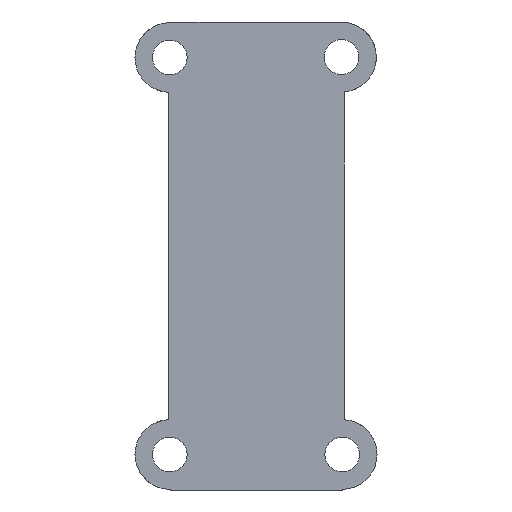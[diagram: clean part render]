
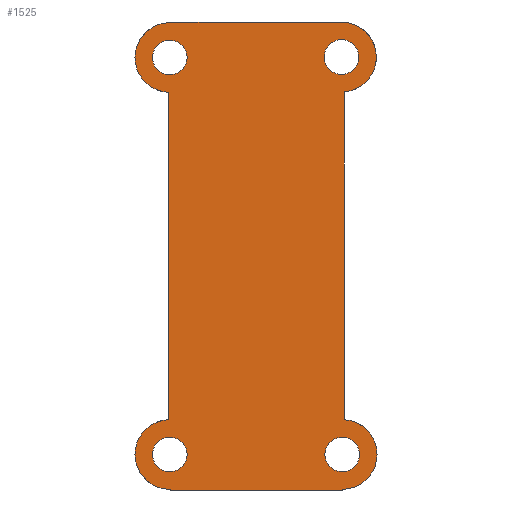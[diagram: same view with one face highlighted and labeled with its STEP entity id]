
A CAD part, front view. The second image highlights one B-rep face of the part: STEP entity #1525.
In plain terms, the highlighted planar face has unit normal (0, -1, 0).
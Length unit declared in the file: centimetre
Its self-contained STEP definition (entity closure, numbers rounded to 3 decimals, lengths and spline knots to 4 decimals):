
#53=FACE_BOUND('',#367,.T.);
#54=FACE_BOUND('',#368,.T.);
#55=FACE_BOUND('',#369,.T.);
#56=FACE_BOUND('',#370,.T.);
#64=PLANE('',#1669);
#109=LINE('',#2735,#195);
#110=LINE('',#2739,#196);
#111=LINE('',#2741,#197);
#112=LINE('',#2745,#198);
#195=VECTOR('',#1962,1.);
#196=VECTOR('',#1965,1.);
#197=VECTOR('',#1968,1.);
#198=VECTOR('',#1971,1.);
#270=FACE_OUTER_BOUND('',#366,.T.);
#366=EDGE_LOOP('',(#1112,#1113,#1114,#1115,#1116,#1117,#1118,#1119,#1120,
#1121,#1122,#1123));
#367=EDGE_LOOP('',(#1124));
#368=EDGE_LOOP('',(#1125));
#369=EDGE_LOOP('',(#1126));
#370=EDGE_LOOP('',(#1127));
#463=CIRCLE('',#1632,0.635);
#465=CIRCLE('',#1636,0.635);
#467=CIRCLE('',#1640,0.635);
#469=CIRCLE('',#1644,0.635);
#473=CIRCLE('',#1650,0.3175);
#477=CIRCLE('',#1656,0.3175);
#481=CIRCLE('',#1662,0.3175);
#485=CIRCLE('',#1668,0.3175);
#486=CIRCLE('',#1670,0.0381);
#487=CIRCLE('',#1671,0.0381);
#488=CIRCLE('',#1672,0.0381);
#489=CIRCLE('',#1673,0.0381);
#638=VERTEX_POINT('',#2474);
#639=VERTEX_POINT('',#2476);
#645=VERTEX_POINT('',#2547);
#646=VERTEX_POINT('',#2549);
#652=VERTEX_POINT('',#2625);
#653=VERTEX_POINT('',#2627);
#659=VERTEX_POINT('',#2682);
#660=VERTEX_POINT('',#2684);
#664=VERTEX_POINT('',#2701);
#667=VERTEX_POINT('',#2711);
#670=VERTEX_POINT('',#2721);
#673=VERTEX_POINT('',#2731);
#674=VERTEX_POINT('',#2736);
#675=VERTEX_POINT('',#2738);
#676=VERTEX_POINT('',#2742);
#677=VERTEX_POINT('',#2744);
#791=EDGE_CURVE('',#638,#639,#463,.T.);
#800=EDGE_CURVE('',#645,#646,#465,.T.);
#809=EDGE_CURVE('',#652,#653,#467,.T.);
#818=EDGE_CURVE('',#659,#660,#469,.T.);
#825=EDGE_CURVE('',#664,#664,#473,.T.);
#830=EDGE_CURVE('',#667,#667,#477,.T.);
#835=EDGE_CURVE('',#670,#670,#481,.T.);
#840=EDGE_CURVE('',#673,#673,#485,.T.);
#841=EDGE_CURVE('',#639,#659,#109,.F.);
#842=EDGE_CURVE('',#674,#638,#486,.T.);
#843=EDGE_CURVE('',#675,#674,#110,.T.);
#844=EDGE_CURVE('',#646,#675,#487,.T.);
#845=EDGE_CURVE('',#653,#645,#111,.F.);
#846=EDGE_CURVE('',#676,#652,#488,.T.);
#847=EDGE_CURVE('',#677,#676,#112,.T.);
#848=EDGE_CURVE('',#660,#677,#489,.T.);
#1112=ORIENTED_EDGE('',*,*,#818,.F.);
#1113=ORIENTED_EDGE('',*,*,#841,.F.);
#1114=ORIENTED_EDGE('',*,*,#791,.F.);
#1115=ORIENTED_EDGE('',*,*,#842,.F.);
#1116=ORIENTED_EDGE('',*,*,#843,.F.);
#1117=ORIENTED_EDGE('',*,*,#844,.F.);
#1118=ORIENTED_EDGE('',*,*,#800,.F.);
#1119=ORIENTED_EDGE('',*,*,#845,.F.);
#1120=ORIENTED_EDGE('',*,*,#809,.F.);
#1121=ORIENTED_EDGE('',*,*,#846,.F.);
#1122=ORIENTED_EDGE('',*,*,#847,.F.);
#1123=ORIENTED_EDGE('',*,*,#848,.F.);
#1124=ORIENTED_EDGE('',*,*,#825,.T.);
#1125=ORIENTED_EDGE('',*,*,#835,.T.);
#1126=ORIENTED_EDGE('',*,*,#830,.T.);
#1127=ORIENTED_EDGE('',*,*,#840,.T.);
#1525=ADVANCED_FACE('',(#270,#53,#54,#55,#56),#64,.F.);
#1632=AXIS2_PLACEMENT_3D('',#2477,#1875,#1876);
#1636=AXIS2_PLACEMENT_3D('',#2550,#1885,#1886);
#1640=AXIS2_PLACEMENT_3D('',#2628,#1895,#1896);
#1644=AXIS2_PLACEMENT_3D('',#2685,#1905,#1906);
#1650=AXIS2_PLACEMENT_3D('',#2703,#1919,#1920);
#1656=AXIS2_PLACEMENT_3D('',#2713,#1932,#1933);
#1662=AXIS2_PLACEMENT_3D('',#2723,#1945,#1946);
#1668=AXIS2_PLACEMENT_3D('',#2733,#1958,#1959);
#1669=AXIS2_PLACEMENT_3D('',#2734,#1960,#1961);
#1670=AXIS2_PLACEMENT_3D('',#2737,#1963,#1964);
#1671=AXIS2_PLACEMENT_3D('',#2740,#1966,#1967);
#1672=AXIS2_PLACEMENT_3D('',#2743,#1969,#1970);
#1673=AXIS2_PLACEMENT_3D('',#2746,#1972,#1973);
#1875=DIRECTION('center_axis',(0.,1.,0.));
#1876=DIRECTION('ref_axis',(0.,0.,
1.));
#1885=DIRECTION('center_axis',(0.,1.,0.));
#1886=DIRECTION('ref_axis',(0.,0.,
1.));
#1895=DIRECTION('center_axis',(0.,1.,0.));
#1896=DIRECTION('ref_axis',(0.,0.,
1.));
#1905=DIRECTION('center_axis',(0.,1.,0.));
#1906=DIRECTION('ref_axis',(0.,0.,
1.));
#1919=DIRECTION('center_axis',(0.,1.,0.));
#1920=DIRECTION('ref_axis',(0.,0.,
1.));
#1932=DIRECTION('center_axis',(0.,1.,0.));
#1933=DIRECTION('ref_axis',(0.,0.,
1.));
#1945=DIRECTION('center_axis',(0.,1.,0.));
#1946=DIRECTION('ref_axis',(0.,0.,
1.));
#1958=DIRECTION('center_axis',(0.,1.,0.));
#1959=DIRECTION('ref_axis',(0.,0.,
1.));
#1960=DIRECTION('center_axis',(0.,1.,0.));
#1961=DIRECTION('ref_axis',(0.,0.,
1.));
#1962=DIRECTION('',(0.,0.,-1.));
#1963=DIRECTION('center_axis',(0.,1.,0.));
#1964=DIRECTION('ref_axis',(-0.707,0.,-0.707));
#1965=DIRECTION('',(-1.,0.,0.));
#1966=DIRECTION('center_axis',(0.,1.,0.));
#1967=DIRECTION('ref_axis',(0.707,0.,-0.707));
#1968=DIRECTION('',(0.,0.,1.));
#1969=DIRECTION('center_axis',(0.,1.,0.));
#1970=DIRECTION('ref_axis',(0.707,0.,0.707));
#1971=DIRECTION('',(1.,0.,0.));
#1972=DIRECTION('center_axis',(0.,1.,0.));
#1973=DIRECTION('ref_axis',(-0.707,0.,0.707));
#2474=CARTESIAN_POINT('',(-1.5897,1.2639,-15.2505));
#2476=CARTESIAN_POINT('',(-1.5992,1.2639,-13.9807));
#2477=CARTESIAN_POINT('Origin',(-1.5835,1.2639,-14.6155));
#2547=CARTESIAN_POINT('',(1.5993,1.2639,-13.9815));
#2549=CARTESIAN_POINT('',(1.5902,1.2639,-15.2499));
#2550=CARTESIAN_POINT('Origin',(1.5633,1.2639,-14.6155));
#2625=CARTESIAN_POINT('',(1.5816,1.2639,-6.7317));
#2627=CARTESIAN_POINT('',(1.5993,1.2639,-7.999));
#2628=CARTESIAN_POINT('Origin',(1.5497,1.2639,-7.3659));
#2682=CARTESIAN_POINT('',(-1.5992,1.2639,-8.0081));
#2684=CARTESIAN_POINT('',(-1.5894,1.2639,-6.7383));
#2685=CARTESIAN_POINT('Origin',(-1.5835,1.2639,-7.3733));
#2701=CARTESIAN_POINT('',(-1.5835,1.2639,-7.6908));
#2703=CARTESIAN_POINT('Origin',(-1.5835,1.2639,-7.3733));
#2711=CARTESIAN_POINT('',(-1.5835,1.2639,-14.933));
#2713=CARTESIAN_POINT('Origin',(-1.5835,1.2639,-14.6155));
#2721=CARTESIAN_POINT('',(1.5633,1.2639,-14.933));
#2723=CARTESIAN_POINT('Origin',(1.5633,1.2639,-14.6155));
#2731=CARTESIAN_POINT('',(1.5497,1.2639,-7.6834));
#2733=CARTESIAN_POINT('Origin',(1.5497,1.2639,-7.3659));
#2734=CARTESIAN_POINT('Origin',(-1.5835,1.2639,-7.3733));
#2735=CARTESIAN_POINT('',(-1.5992,1.2639,-8.6308));
#2736=CARTESIAN_POINT('',(-1.5611,1.2639,-15.2633));
#2737=CARTESIAN_POINT('Origin',(-1.5611,1.2639,-15.2252));
#2738=CARTESIAN_POINT('',(1.5612,1.2639,-15.2633));
#2739=CARTESIAN_POINT('',(-0.6467,1.2639,-15.2633));
#2740=CARTESIAN_POINT('Origin',(1.5612,1.2639,-15.2252));
#2741=CARTESIAN_POINT('',(1.5993,1.2639,-8.6308));
#2742=CARTESIAN_POINT('',(1.5612,1.2639,-6.7258));
#2743=CARTESIAN_POINT('Origin',(1.5612,1.2639,-6.7639));
#2744=CARTESIAN_POINT('',(-1.5611,1.2639,-6.7258));
#2745=CARTESIAN_POINT('',(0.6468,1.2639,-6.7258));
#2746=CARTESIAN_POINT('Origin',(-1.5611,1.2639,-6.7639));
